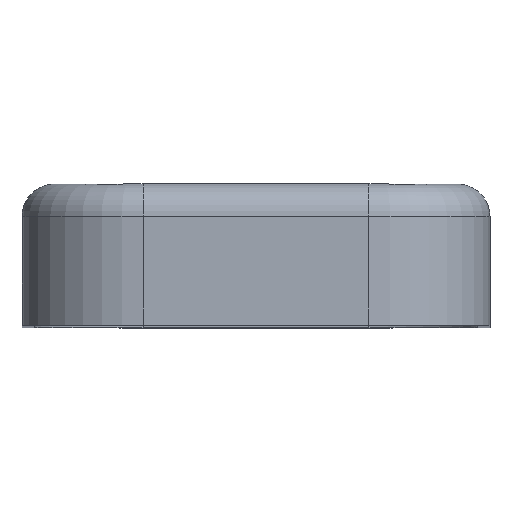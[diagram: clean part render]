
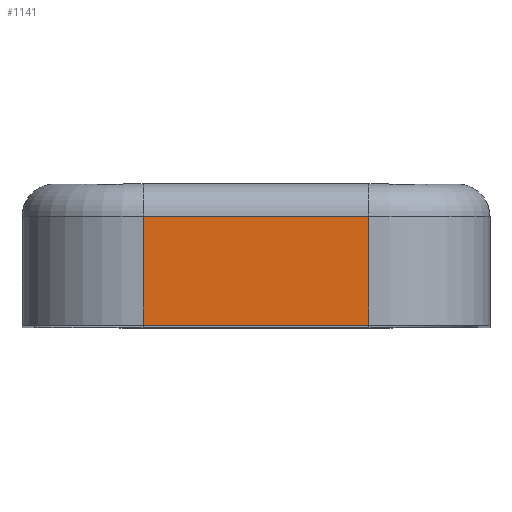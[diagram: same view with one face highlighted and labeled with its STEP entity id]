
A CAD part, top view. The second image highlights one B-rep face of the part: STEP entity #1141.
In plain terms, the highlighted planar face has unit normal (0, 0, 1).
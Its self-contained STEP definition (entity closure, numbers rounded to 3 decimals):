
#78 = CARTESIAN_POINT ( 'NONE',  ( -2.8, -3.2, 20.3 ) ) ;
#119 = LINE ( 'NONE', #2362, #1259 ) ;
#128 = EDGE_CURVE ( 'NONE', #168, #2345, #1948, .T. ) ;
#168 = VERTEX_POINT ( 'NONE', #1764 ) ;
#170 = PLANE ( 'NONE',  #360 ) ;
#339 = DIRECTION ( 'NONE',  ( 0., 0., 1. ) ) ;
#360 = AXIS2_PLACEMENT_3D ( 'NONE', #2629, #339, #517 ) ;
#368 = CARTESIAN_POINT ( 'NONE',  ( 2.8, -3.2, 20.3 ) ) ;
#486 = EDGE_CURVE ( 'NONE', #2221, #168, #119, .T. ) ;
#517 = DIRECTION ( 'NONE',  ( -1., 0., 0. ) ) ;
#556 = ORIENTED_EDGE ( 'NONE', *, *, #904, .F. ) ;
#644 = VERTEX_POINT ( 'NONE', #368 ) ;
#875 = ORIENTED_EDGE ( 'NONE', *, *, #128, .T. ) ;
#904 = EDGE_CURVE ( 'NONE', #2221, #644, #1561, .T. ) ;
#924 = VECTOR ( 'NONE', #1940, 1000. ) ;
#936 = CARTESIAN_POINT ( 'NONE',  ( 2.8, -3.2, 20.3 ) ) ;
#1028 = ORIENTED_EDGE ( 'NONE', *, *, #2364, .F. ) ;
#1121 = DIRECTION ( 'NONE',  ( 0., -1., 0. ) ) ;
#1141 = ADVANCED_FACE ( 'NONE', ( #2578 ), #170, .T. ) ;
#1259 = VECTOR ( 'NONE', #1745, 1000. ) ;
#1296 = DIRECTION ( 'NONE',  ( -1., 0., 0. ) ) ;
#1511 = VECTOR ( 'NONE', #1121, 1000. ) ;
#1561 = LINE ( 'NONE', #1755, #924 ) ;
#1745 = DIRECTION ( 'NONE',  ( -1., 0., 0. ) ) ;
#1755 = CARTESIAN_POINT ( 'NONE',  ( 2.8, 0., 20.3 ) ) ;
#1764 = CARTESIAN_POINT ( 'NONE',  ( -2.8, -0.5, 20.3 ) ) ;
#1902 = LINE ( 'NONE', #936, #2610 ) ;
#1913 = ORIENTED_EDGE ( 'NONE', *, *, #486, .T. ) ;
#1940 = DIRECTION ( 'NONE',  ( 0., -1., 0. ) ) ;
#1948 = LINE ( 'NONE', #2366, #1511 ) ;
#2065 = CARTESIAN_POINT ( 'NONE',  ( 2.8, -0.5, 20.3 ) ) ;
#2221 = VERTEX_POINT ( 'NONE', #2065 ) ;
#2285 = EDGE_LOOP ( 'NONE', ( #1028, #556, #1913, #875 ) ) ;
#2345 = VERTEX_POINT ( 'NONE', #78 ) ;
#2362 = CARTESIAN_POINT ( 'NONE',  ( 2.8, -0.5, 20.3 ) ) ;
#2364 = EDGE_CURVE ( 'NONE', #644, #2345, #1902, .T. ) ;
#2366 = CARTESIAN_POINT ( 'NONE',  ( -2.8, 0., 20.3 ) ) ;
#2578 = FACE_OUTER_BOUND ( 'NONE', #2285, .T. ) ;
#2610 = VECTOR ( 'NONE', #1296, 1000. ) ;
#2629 = CARTESIAN_POINT ( 'NONE',  ( 2.8, 0., 20.3 ) ) ;
